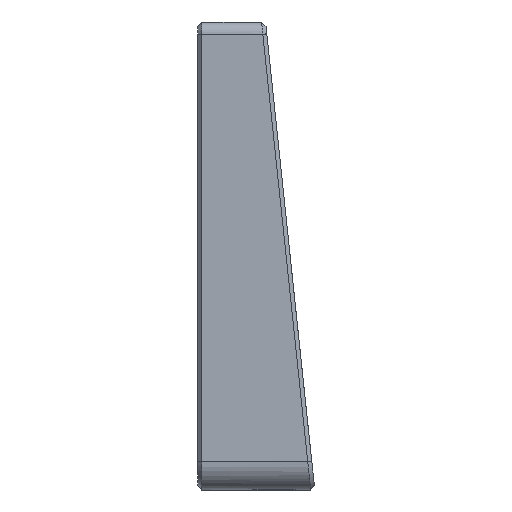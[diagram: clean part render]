
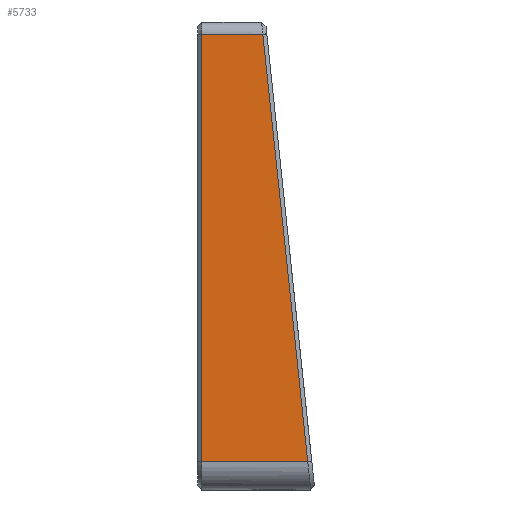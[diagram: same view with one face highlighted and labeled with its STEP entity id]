
A CAD part, left-side view. The second image highlights one B-rep face of the part: STEP entity #5733.
In plain terms, the highlighted planar face has unit normal (-1, 0, 0).
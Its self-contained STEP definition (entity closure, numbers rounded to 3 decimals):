
#149=PLANE('',#6029);
#418=FACE_OUTER_BOUND('',#708,.T.);
#708=EDGE_LOOP('',(#4094,#4095,#4096,#4097,#4098));
#1084=B_SPLINE_CURVE_WITH_KNOTS('',3,(#7934,#7935,#7936,#7937),
 .UNSPECIFIED.,.F.,.F.,(4,4),(1.536,1.571),
 .UNSPECIFIED.);
#1105=LINE('',#7818,#1891);
#1116=LINE('',#8001,#1902);
#1117=LINE('',#8003,#1903);
#1118=LINE('',#8004,#1904);
#1891=VECTOR('',#6343,10.);
#1902=VECTOR('',#6360,10.);
#1903=VECTOR('',#6361,10.);
#1904=VECTOR('',#6362,10.);
#2676=VERTEX_POINT('',#7811);
#2679=VERTEX_POINT('',#7816);
#2680=VERTEX_POINT('',#7863);
#2692=VERTEX_POINT('',#8000);
#2693=VERTEX_POINT('',#8002);
#3227=EDGE_CURVE('',#2679,#2676,#1105,.T.);
#3240=EDGE_CURVE('',#2680,#2679,#1084,.T.);
#3250=EDGE_CURVE('',#2692,#2680,#1116,.T.);
#3251=EDGE_CURVE('',#2693,#2692,#1117,.T.);
#3252=EDGE_CURVE('',#2676,#2693,#1118,.T.);
#4094=ORIENTED_EDGE('',*,*,#3227,.F.);
#4095=ORIENTED_EDGE('',*,*,#3240,.F.);
#4096=ORIENTED_EDGE('',*,*,#3250,.F.);
#4097=ORIENTED_EDGE('',*,*,#3251,.F.);
#4098=ORIENTED_EDGE('',*,*,#3252,.F.);
#5733=ADVANCED_FACE('',(#418),#149,.T.);
#6029=AXIS2_PLACEMENT_3D('',#7999,#6358,#6359);
#6343=DIRECTION('',(0.,-0.105,-0.995));
#6358=DIRECTION('center_axis',(-1.,0.,0.));
#6359=DIRECTION('ref_axis',(0.,0.,1.));
#6360=DIRECTION('',(0.,-1.,0.));
#6361=DIRECTION('',(0.,0.,1.));
#6362=DIRECTION('',(0.,1.,0.));
#7811=CARTESIAN_POINT('',(-5.,-18.259,-101.458));
#7816=CARTESIAN_POINT('',(-5.,-7.186,3.895));
#7818=CARTESIAN_POINT('',(-5.,-18.896,-107.522));
#7863=CARTESIAN_POINT('',(-5.,-7.175,4.));
#7934=CARTESIAN_POINT('Ctrl Pts',(-5.,-7.175,4.));
#7935=CARTESIAN_POINT('Ctrl Pts',(-5.,-7.178,3.965));
#7936=CARTESIAN_POINT('Ctrl Pts',(-5.,-7.182,3.93));
#7937=CARTESIAN_POINT('Ctrl Pts',(-5.,-7.186,3.895));
#7999=CARTESIAN_POINT('Origin',(-5.,0.,-108.458));
#8000=CARTESIAN_POINT('',(-5.,7.9,4.));
#8001=CARTESIAN_POINT('',(-5.,0.,4.));
#8002=CARTESIAN_POINT('',(-5.,7.9,-101.458));
#8003=CARTESIAN_POINT('',(-5.,7.9,-79.593));
#8004=CARTESIAN_POINT('',(-5.,0.,-101.458));
